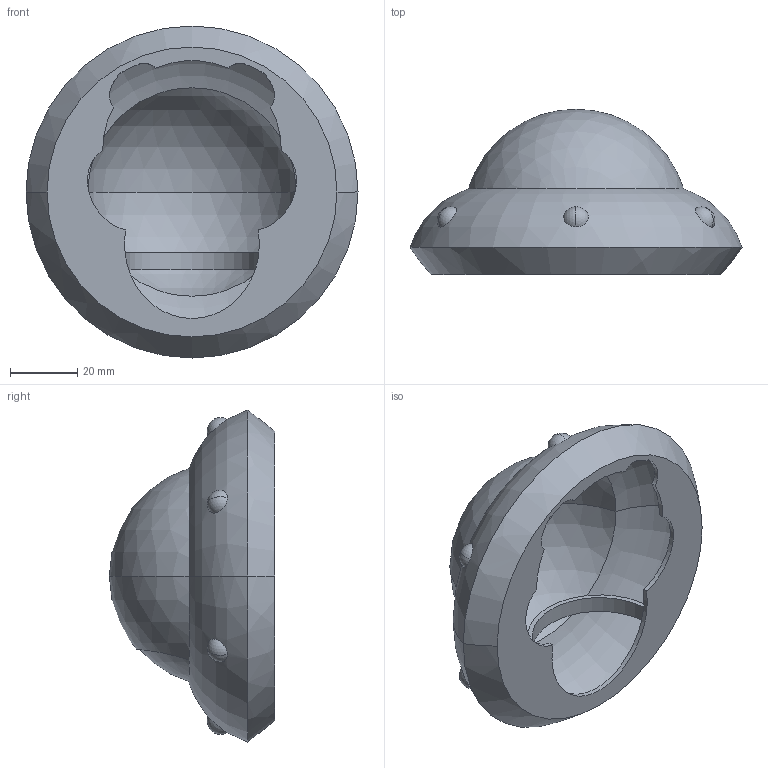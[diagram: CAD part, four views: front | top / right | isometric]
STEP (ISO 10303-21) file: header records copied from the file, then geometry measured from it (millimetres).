
FILE_DESCRIPTION (( 'STEP AP214' ), '1' );
FILE_NAME ('滄詠.ST', '2019-12-07T14:04:38', ( '' ), ( '' ), 'SwSTEP 2.0', 'SolidWorks 2019', '' );
FILE_SCHEMA (( 'AUTOMOTIVE_DESIGN' ));
Length unit declared in the file: millimetre
Products named in the file (1): 滄詠米迆|足“2
Bounding box: 98.49 x 49.01 x 98.49 mm (x, y, z)
Volume: 24312.2 mm3; surface area: 34004.4 mm2
Topology: 1 solids, 7 shells, 84 faces, 190 edges, 128 vertices
Faces by surface type: sphere 46, bspline 19, torus 10, cylinder 5, plane 4
Entity records: 3939 total; most frequent: CARTESIAN_POINT 2007, ORIENTED_EDGE 380, DIRECTION 292, EDGE_CURVE 190, AXIS2_PLACEMENT_3D 138, VERTEX_POINT 128, EDGE_LOOP 94, B_SPLINE_CURVE_WITH_KNOTS 90
